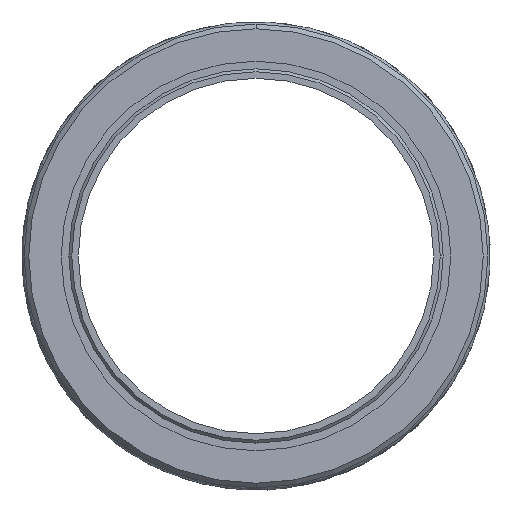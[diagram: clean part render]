
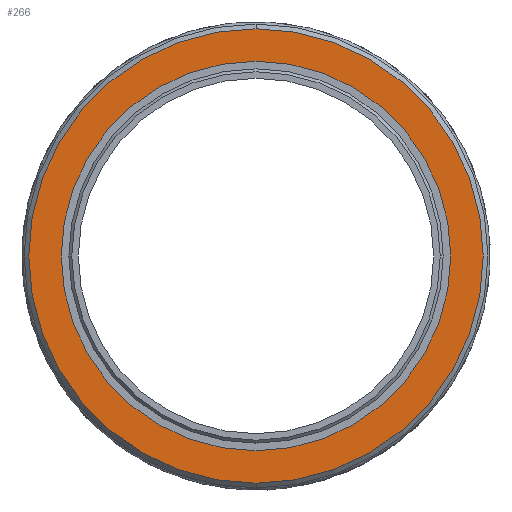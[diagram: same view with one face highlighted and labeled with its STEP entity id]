
A CAD part, front view. The second image highlights one B-rep face of the part: STEP entity #266.
In plain terms, the highlighted planar face has unit normal (0, -1, 0).
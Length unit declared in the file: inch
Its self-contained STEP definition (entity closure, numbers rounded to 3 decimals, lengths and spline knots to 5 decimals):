
#28 = CARTESIAN_POINT ( 'NONE',  ( 0., -1.75, 0. ) ) ;
#29 = CIRCLE ( 'NONE', #1461, 1.9185 ) ;
#86 = AXIS2_PLACEMENT_3D ( 'NONE', #2093, #1020, #2278 ) ;
#178 = DIRECTION ( 'NONE',  ( 0., 0., -1. ) ) ;
#198 = DIRECTION ( 'NONE',  ( 0., 0., -1. ) ) ;
#217 = AXIS2_PLACEMENT_3D ( 'NONE', #890, #1243, #178 ) ;
#221 = EDGE_CURVE ( 'NONE', #633, #1163, #29, .T. ) ;
#235 = DIRECTION ( 'NONE',  ( 0., -1., 0. ) ) ;
#266 = ADVANCED_FACE ( 'NONE', ( #1758, #1383 ), #1782, .T. ) ;
#355 = EDGE_CURVE ( 'NONE', #2007, #1615, #1637, .T. ) ;
#377 = CIRCLE ( 'NONE', #1079, 1.9185 ) ;
#633 = VERTEX_POINT ( 'NONE', #1465 ) ;
#687 = CARTESIAN_POINT ( 'NONE',  ( 0., -1.75, -1.9185 ) ) ;
#700 = AXIS2_PLACEMENT_3D ( 'NONE', #28, #1263, #198 ) ;
#787 = EDGE_LOOP ( 'NONE', ( #1819, #1787 ) ) ;
#870 = DIRECTION ( 'NONE',  ( 0., -1., 0. ) ) ;
#890 = CARTESIAN_POINT ( 'NONE',  ( 1.9185, -1.75, 0. ) ) ;
#1020 = DIRECTION ( 'NONE',  ( 0., -1., 0. ) ) ;
#1070 = EDGE_CURVE ( 'NONE', #1615, #2007, #1082, .T. ) ;
#1079 = AXIS2_PLACEMENT_3D ( 'NONE', #1297, #235, #1481 ) ;
#1082 = CIRCLE ( 'NONE', #86, 1.64425 ) ;
#1114 = ORIENTED_EDGE ( 'NONE', *, *, #1070, .F. ) ;
#1163 = VERTEX_POINT ( 'NONE', #687 ) ;
#1243 = DIRECTION ( 'NONE',  ( 0., -1., 0. ) ) ;
#1263 = DIRECTION ( 'NONE',  ( 0., -1., 0. ) ) ;
#1297 = CARTESIAN_POINT ( 'NONE',  ( 0., -1.75, 0. ) ) ;
#1383 = FACE_BOUND ( 'NONE', #1632, .T. ) ;
#1461 = AXIS2_PLACEMENT_3D ( 'NONE', #1945, #870, #2131 ) ;
#1465 = CARTESIAN_POINT ( 'NONE',  ( 0., -1.75, 1.9185 ) ) ;
#1481 = DIRECTION ( 'NONE',  ( 0., 0., -1. ) ) ;
#1519 = CARTESIAN_POINT ( 'NONE',  ( 0., -1.75, 1.64425 ) ) ;
#1615 = VERTEX_POINT ( 'NONE', #1947 ) ;
#1632 = EDGE_LOOP ( 'NONE', ( #1114, #1772 ) ) ;
#1637 = CIRCLE ( 'NONE', #700, 1.64425 ) ;
#1758 = FACE_OUTER_BOUND ( 'NONE', #787, .T. ) ;
#1772 = ORIENTED_EDGE ( 'NONE', *, *, #355, .F. ) ;
#1782 = PLANE ( 'NONE',  #217 ) ;
#1787 = ORIENTED_EDGE ( 'NONE', *, *, #1841, .T. ) ;
#1819 = ORIENTED_EDGE ( 'NONE', *, *, #221, .T. ) ;
#1841 = EDGE_CURVE ( 'NONE', #1163, #633, #377, .T. ) ;
#1945 = CARTESIAN_POINT ( 'NONE',  ( 0., -1.75, 0. ) ) ;
#1947 = CARTESIAN_POINT ( 'NONE',  ( 0., -1.75, -1.64425 ) ) ;
#2007 = VERTEX_POINT ( 'NONE', #1519 ) ;
#2093 = CARTESIAN_POINT ( 'NONE',  ( 0., -1.75, 0. ) ) ;
#2131 = DIRECTION ( 'NONE',  ( 0., 0., -1. ) ) ;
#2278 = DIRECTION ( 'NONE',  ( 0., 0., -1. ) ) ;
